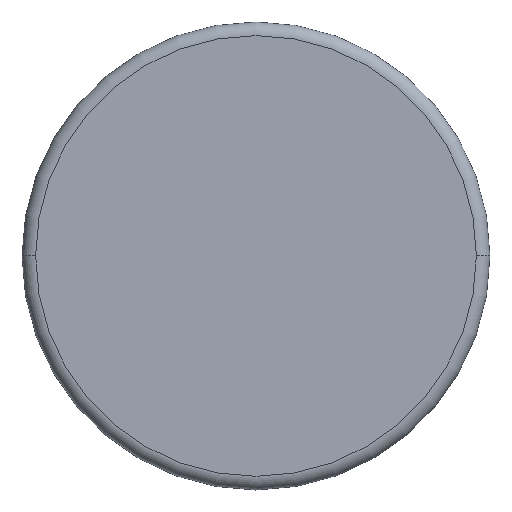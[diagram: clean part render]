
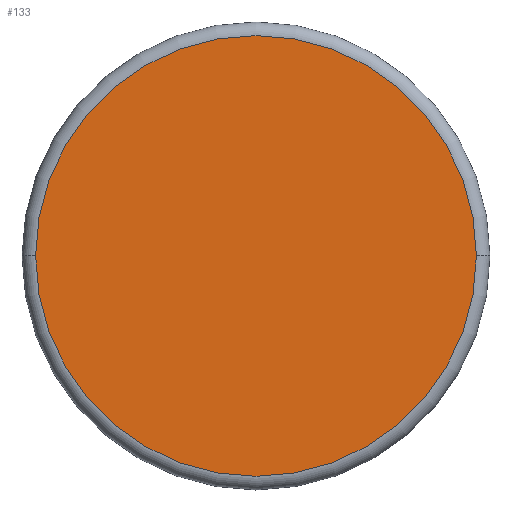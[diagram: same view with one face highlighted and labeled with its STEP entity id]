
A CAD part, top view. The second image highlights one B-rep face of the part: STEP entity #133.
In plain terms, the highlighted planar face has unit normal (0, 0, 1).
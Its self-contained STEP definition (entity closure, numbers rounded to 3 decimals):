
#8 = FACE_OUTER_BOUND ( 'NONE', #401, .T. ) ;
#85 = CARTESIAN_POINT ( 'NONE',  ( 16.181, 0., -463.426 ) ) ;
#86 = ORIENTED_EDGE ( 'NONE', *, *, #111, .T. ) ;
#90 = PLANE ( 'NONE',  #264 ) ;
#91 = DIRECTION ( 'NONE',  ( 0., 0., 1. ) ) ;
#111 = EDGE_CURVE ( 'NONE', #332, #179, #116, .T. ) ;
#116 = CIRCLE ( 'NONE', #324, 16.181 ) ;
#133 = ADVANCED_FACE ( 'NONE', ( #8 ), #90, .T. ) ;
#166 = AXIS2_PLACEMENT_3D ( 'NONE', #344, #385, #211 ) ;
#176 = CIRCLE ( 'NONE', #166, 16.181 ) ;
#179 = VERTEX_POINT ( 'NONE', #85 ) ;
#211 = DIRECTION ( 'NONE',  ( 1., 0., 0. ) ) ;
#215 = DIRECTION ( 'NONE',  ( 1., 0., 0. ) ) ;
#261 = ORIENTED_EDGE ( 'NONE', *, *, #545, .T. ) ;
#264 = AXIS2_PLACEMENT_3D ( 'NONE', #524, #91, #215 ) ;
#311 = CARTESIAN_POINT ( 'NONE',  ( 0., 0., -463.426 ) ) ;
#324 = AXIS2_PLACEMENT_3D ( 'NONE', #311, #395, #350 ) ;
#332 = VERTEX_POINT ( 'NONE', #543 ) ;
#344 = CARTESIAN_POINT ( 'NONE',  ( 0., 0., -463.426 ) ) ;
#350 = DIRECTION ( 'NONE',  ( 1., 0., 0. ) ) ;
#385 = DIRECTION ( 'NONE',  ( 0., 0., 1. ) ) ;
#395 = DIRECTION ( 'NONE',  ( 0., 0., 1. ) ) ;
#401 = EDGE_LOOP ( 'NONE', ( #261, #86 ) ) ;
#524 = CARTESIAN_POINT ( 'NONE',  ( 0., 0., -463.426 ) ) ;
#543 = CARTESIAN_POINT ( 'NONE',  ( -16.181, 0., -463.426 ) ) ;
#545 = EDGE_CURVE ( 'NONE', #179, #332, #176, .T. ) ;
